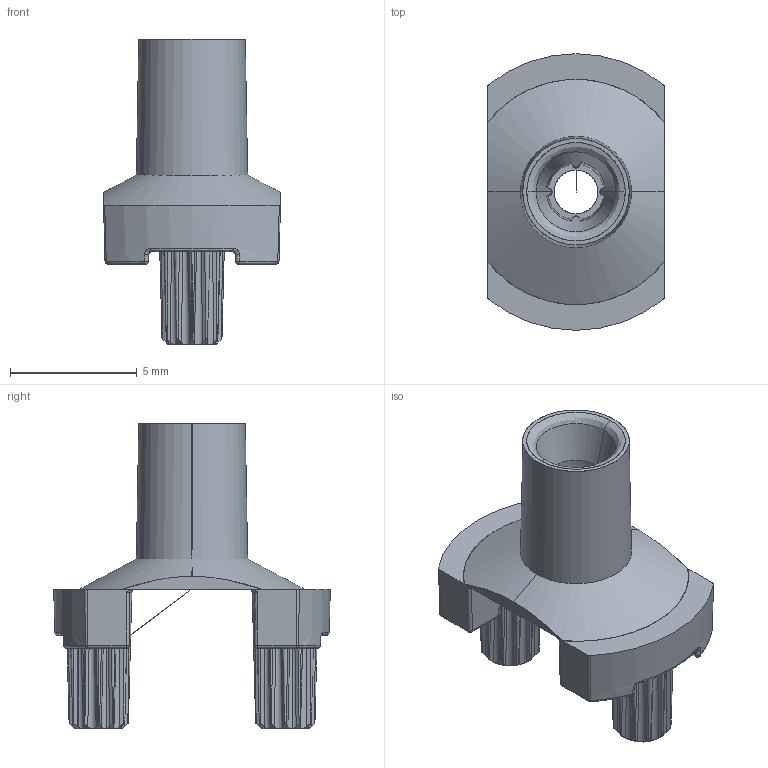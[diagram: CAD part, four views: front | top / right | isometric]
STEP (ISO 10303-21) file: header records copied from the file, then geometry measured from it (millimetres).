
FILE_DESCRIPTION(('FreeCAD Model'),'2;1');
FILE_NAME('SMFLP_SOCKET.step', '2018-10-11T14:39:22',('Author'),(''), 'Open CASCADE STEP processor 7.2','FreeCAD','Unknown');
FILE_SCHEMA(('AUTOMOTIVE_DESIGN { 1 0 10303 214 1 1 1 1 }'));
Length unit declared in the file: millimetre
Products named in the file (1): SMFLPX_X002
Bounding box: 6.99 x 10.92 x 12.06 mm (x, y, z)
Surface area: 406.4 mm2 (no closed solid volume)
Topology: 0 solids, 319 shells, 319 faces, 2425 edges, 2409 vertices
Faces by surface type: revolution 184, bspline 135
Entity records: 44139 total; most frequent: CARTESIAN_POINT 16703, B_SPLINE_CURVE_WITH_KNOTS 3790, ORIENTED_EDGE 2409, EDGE_CURVE 2409, VERTEX_POINT 2409, SURFACE_CURVE 2409, PCURVE 2409, DEFINITIONAL_REPRESENTATION 2409
